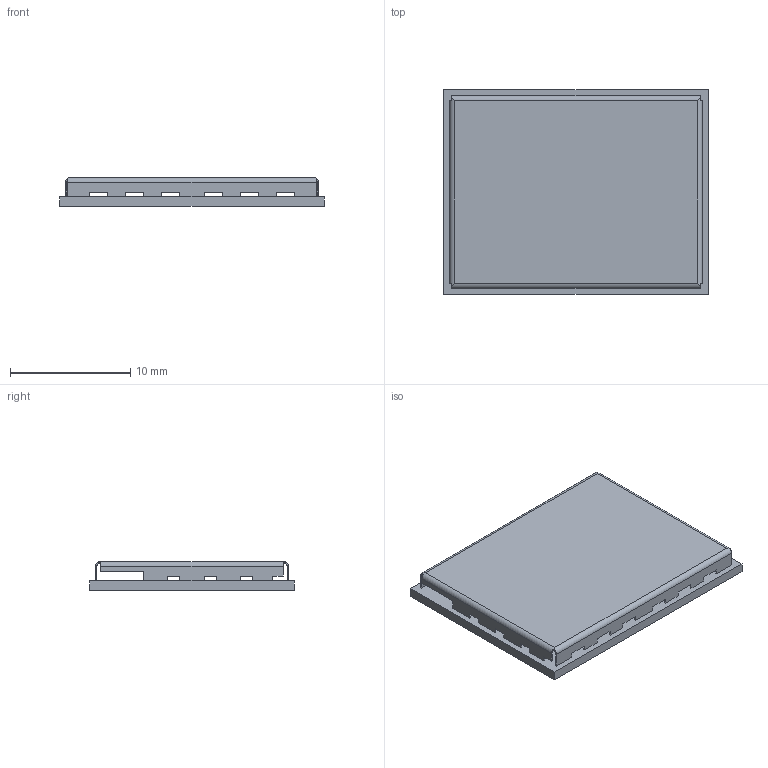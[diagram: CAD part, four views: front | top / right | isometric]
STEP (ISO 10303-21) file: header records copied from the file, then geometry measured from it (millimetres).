
FILE_DESCRIPTION (( 'STEP AP214' ), '1' );
FILE_NAME ('ZED-F9P-01B.STEP', '2022-02-09T15:42:13', ( '' ), ( '' ), 'SwSTEP 2.0', 'SolidWorks 2018', '' );
FILE_SCHEMA (( 'AUTOMOTIVE_DESIGN' ));
Length unit declared in the file: millimetre
Products named in the file (1): ZED-F9P-01B
Bounding box: 22 x 17 x 2.4 mm (x, y, z)
Volume: 334.7 mm3; surface area: 1668.8 mm2
Topology: 1 solids, 1 shells, 604 faces, 1560 edges, 1040 vertices
Faces by surface type: plane 596, cylinder 8
Entity records: 19172 total; most frequent: CARTESIAN_POINT 3229, ORIENTED_EDGE 3120, DIRECTION 2778, EDGE_CURVE 1560, VECTOR 1536, LINE 1536, VERTEX_POINT 1040, EDGE_LOOP 728
